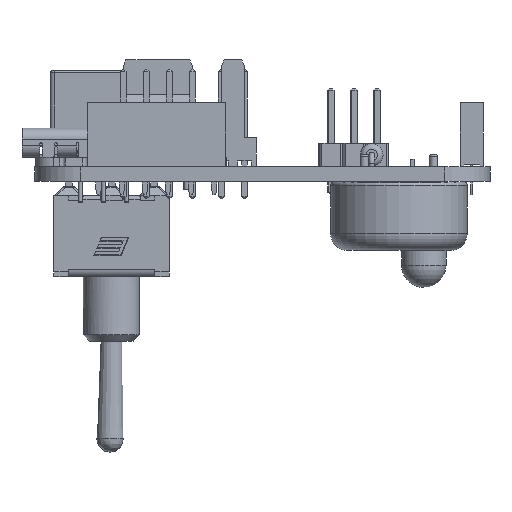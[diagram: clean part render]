
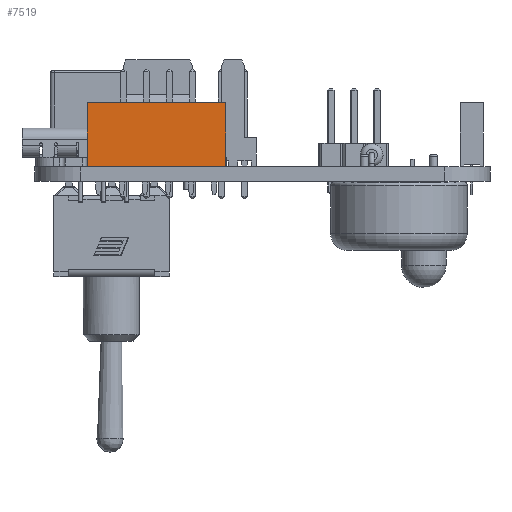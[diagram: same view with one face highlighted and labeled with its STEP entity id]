
A CAD part, left-side view. The second image highlights one B-rep face of the part: STEP entity #7519.
In plain terms, the highlighted planar face has unit normal (-1, 0, 0).
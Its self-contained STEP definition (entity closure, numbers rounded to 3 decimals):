
#6696 = VERTEX_POINT('',#6697);
#6697 = CARTESIAN_POINT('',(-1.27,-13.97,0.));
#6705 = EDGE_CURVE('',#6696,#6706,#6708,.T.);
#6706 = VERTEX_POINT('',#6707);
#6707 = CARTESIAN_POINT('',(-1.27,-13.97,7.));
#6708 = LINE('',#6709,#6710);
#6709 = CARTESIAN_POINT('',(-1.27,-13.97,0.));
#6710 = VECTOR('',#6711,1.);
#6711 = DIRECTION('',(0.,0.,1.));
#6768 = VERTEX_POINT('',#6769);
#6769 = CARTESIAN_POINT('',(-1.27,1.27,7.));
#6775 = EDGE_CURVE('',#6776,#6768,#6778,.T.);
#6776 = VERTEX_POINT('',#6777);
#6777 = CARTESIAN_POINT('',(-1.27,1.27,0.));
#6778 = LINE('',#6779,#6780);
#6779 = CARTESIAN_POINT('',(-1.27,1.27,0.));
#6780 = VECTOR('',#6781,1.);
#6781 = DIRECTION('',(0.,0.,1.));
#6840 = EDGE_CURVE('',#6768,#6706,#6841,.T.);
#6841 = LINE('',#6842,#6843);
#6842 = CARTESIAN_POINT('',(-1.27,1.27,7.));
#6843 = VECTOR('',#6844,1.);
#6844 = DIRECTION('',(0.,-1.,0.));
#7066 = EDGE_CURVE('',#6776,#6696,#7067,.T.);
#7067 = LINE('',#7068,#7069);
#7068 = CARTESIAN_POINT('',(-1.27,1.27,0.));
#7069 = VECTOR('',#7070,1.);
#7070 = DIRECTION('',(0.,-1.,0.));
#7519 = ADVANCED_FACE('',(#7520),#7526,.F.);
#7520 = FACE_BOUND('',#7521,.F.);
#7521 = EDGE_LOOP('',(#7522,#7523,#7524,#7525));
#7522 = ORIENTED_EDGE('',*,*,#6775,.T.);
#7523 = ORIENTED_EDGE('',*,*,#6840,.T.);
#7524 = ORIENTED_EDGE('',*,*,#6705,.F.);
#7525 = ORIENTED_EDGE('',*,*,#7066,.F.);
#7526 = PLANE('',#7527);
#7527 = AXIS2_PLACEMENT_3D('',#7528,#7529,#7530);
#7528 = CARTESIAN_POINT('',(-1.27,1.27,0.));
#7529 = DIRECTION('',(1.,0.,0.));
#7530 = DIRECTION('',(0.,-1.,0.));
